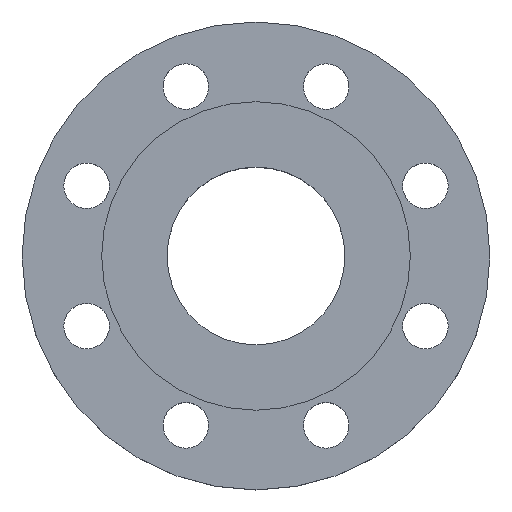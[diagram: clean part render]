
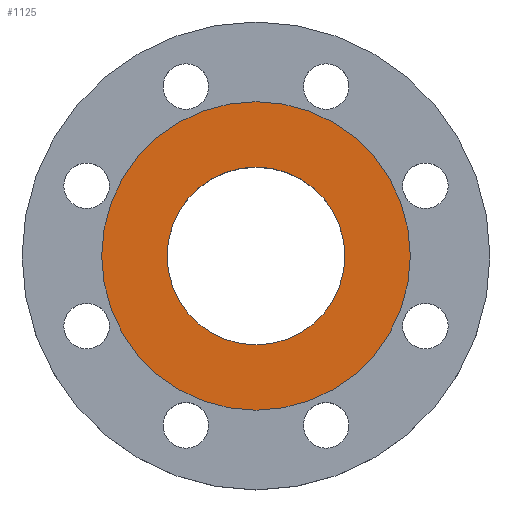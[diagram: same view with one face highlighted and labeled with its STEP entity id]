
A CAD part, top view. The second image highlights one B-rep face of the part: STEP entity #1125.
In plain terms, the highlighted planar face has unit normal (0, 0, 1).
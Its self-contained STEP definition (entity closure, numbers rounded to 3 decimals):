
#8 = CIRCLE ( 'NONE', #249, 61. ) ;
#51 = DIRECTION ( 'NONE',  ( 1., 0., 0. ) ) ;
#52 = DIRECTION ( 'NONE',  ( 0., 0., 1. ) ) ;
#53 = CARTESIAN_POINT ( 'NONE',  ( 61., 0., 2.9 ) ) ;
#54 = PLANE ( 'NONE',  #733 ) ;
#55 = FACE_BOUND ( 'NONE', #1108, .T. ) ;
#56 = FACE_OUTER_BOUND ( 'NONE', #751, .T. ) ;
#79 = CARTESIAN_POINT ( 'NONE',  ( -35.15, 0., 2.9 ) ) ;
#106 = CARTESIAN_POINT ( 'NONE',  ( 35.15, 0., 2.9 ) ) ;
#174 = VERTEX_POINT ( 'NONE', #619 ) ;
#175 = CIRCLE ( 'NONE', #696, 35.15 ) ;
#179 = DIRECTION ( 'NONE',  ( 1., 0., 0. ) ) ;
#180 = DIRECTION ( 'NONE',  ( 0., 0., 1. ) ) ;
#181 = CARTESIAN_POINT ( 'NONE',  ( 0., 0., 2.9 ) ) ;
#221 = CIRCLE ( 'NONE', #416, 61. ) ;
#249 = AXIS2_PLACEMENT_3D ( 'NONE', #413, #412, #411 ) ;
#265 = CARTESIAN_POINT ( 'NONE',  ( -61., 0., 2.9 ) ) ;
#387 = DIRECTION ( 'NONE',  ( 1., 0., 0. ) ) ;
#388 = DIRECTION ( 'NONE',  ( 0., 0., 1. ) ) ;
#391 = CARTESIAN_POINT ( 'NONE',  ( 0., 0., 2.9 ) ) ;
#411 = DIRECTION ( 'NONE',  ( 1., 0., 0. ) ) ;
#412 = DIRECTION ( 'NONE',  ( 0., 0., 1. ) ) ;
#413 = CARTESIAN_POINT ( 'NONE',  ( 0., 0., 2.9 ) ) ;
#414 = DIRECTION ( 'NONE',  ( 1., 0., 0. ) ) ;
#415 = DIRECTION ( 'NONE',  ( 0., 0., 1. ) ) ;
#416 = AXIS2_PLACEMENT_3D ( 'NONE', #391, #388, #387 ) ;
#417 = CARTESIAN_POINT ( 'NONE',  ( 0., 0., 2.9 ) ) ;
#619 = CARTESIAN_POINT ( 'NONE',  ( 61., 0., 2.9 ) ) ;
#667 = EDGE_CURVE ( 'NONE', #1032, #940, #891, .T. ) ;
#676 = EDGE_CURVE ( 'NONE', #174, #802, #8, .T. ) ;
#696 = AXIS2_PLACEMENT_3D ( 'NONE', #181, #180, #179 ) ;
#701 = EDGE_CURVE ( 'NONE', #802, #174, #221, .T. ) ;
#733 = AXIS2_PLACEMENT_3D ( 'NONE', #53, #52, #51 ) ;
#751 = EDGE_LOOP ( 'NONE', ( #807, #808 ) ) ;
#791 = AXIS2_PLACEMENT_3D ( 'NONE', #417, #415, #414 ) ;
#802 = VERTEX_POINT ( 'NONE', #265 ) ;
#807 = ORIENTED_EDGE ( 'NONE', *, *, #676, .T. ) ;
#808 = ORIENTED_EDGE ( 'NONE', *, *, #701, .T. ) ;
#809 = ORIENTED_EDGE ( 'NONE', *, *, #860, .F. ) ;
#813 = ORIENTED_EDGE ( 'NONE', *, *, #667, .F. ) ;
#860 = EDGE_CURVE ( 'NONE', #940, #1032, #175, .T. ) ;
#891 = CIRCLE ( 'NONE', #791, 35.15 ) ;
#940 = VERTEX_POINT ( 'NONE', #106 ) ;
#1032 = VERTEX_POINT ( 'NONE', #79 ) ;
#1108 = EDGE_LOOP ( 'NONE', ( #809, #813 ) ) ;
#1125 = ADVANCED_FACE ( 'NONE', ( #56, #55 ), #54, .T. ) ;
